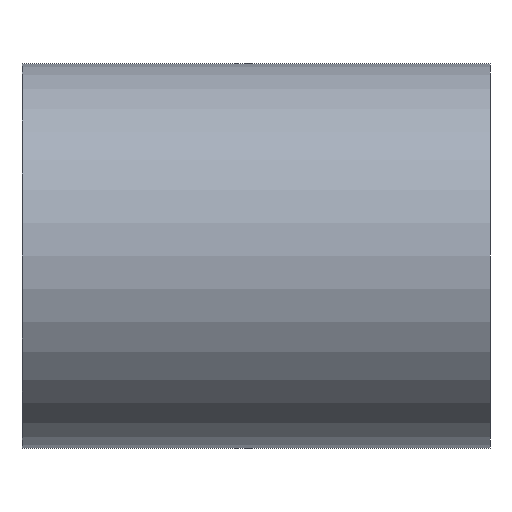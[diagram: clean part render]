
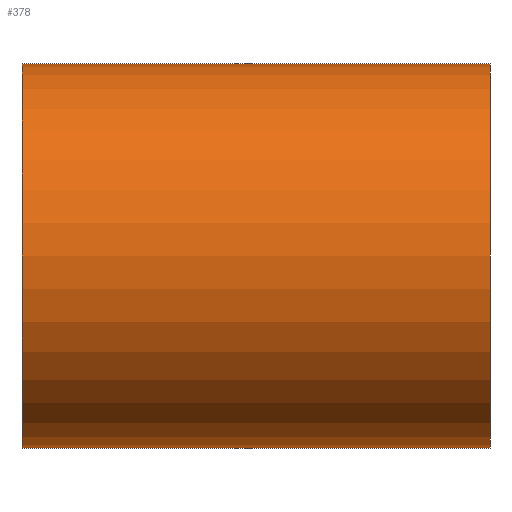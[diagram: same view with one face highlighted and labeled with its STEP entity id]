
A CAD part, left-side view. The second image highlights one B-rep face of the part: STEP entity #378.
In plain terms, the highlighted cylindrical face has radius 12.7 mm (diameter 25.4 mm), a partial arc.
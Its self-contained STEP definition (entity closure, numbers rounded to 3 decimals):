
#28 = DIRECTION ( 'NONE',  ( 0., 1., 0. ) ) ;
#30 = CARTESIAN_POINT ( 'NONE',  ( 0., 161.376, 12.7 ) ) ;
#74 = CARTESIAN_POINT ( 'NONE',  ( 0., 30.9, -12.7 ) ) ;
#96 = DIRECTION ( 'NONE',  ( 0., 1., 0. ) ) ;
#103 = DIRECTION ( 'NONE',  ( 0., 0., 1. ) ) ;
#130 = LINE ( 'NONE', #366, #582 ) ;
#139 = CYLINDRICAL_SURFACE ( 'NONE', #513, 12.7 ) ;
#141 = CIRCLE ( 'NONE', #335, 12.7 ) ;
#156 = VECTOR ( 'NONE', #28, 1000. ) ;
#161 = VERTEX_POINT ( 'NONE', #347 ) ;
#167 = ORIENTED_EDGE ( 'NONE', *, *, #467, .T. ) ;
#173 = DIRECTION ( 'NONE',  ( 0., 1., 0. ) ) ;
#191 = CARTESIAN_POINT ( 'NONE',  ( 0., 0., -12.7 ) ) ;
#223 = ORIENTED_EDGE ( 'NONE', *, *, #598, .T. ) ;
#233 = EDGE_LOOP ( 'NONE', ( #318, #223, #167, #284 ) ) ;
#234 = DIRECTION ( 'NONE',  ( 0., 0., 1. ) ) ;
#235 = DIRECTION ( 'NONE',  ( 0., 1., 0. ) ) ;
#249 = FACE_OUTER_BOUND ( 'NONE', #233, .T. ) ;
#272 = CARTESIAN_POINT ( 'NONE',  ( 0., 30.9, 0. ) ) ;
#284 = ORIENTED_EDGE ( 'NONE', *, *, #579, .F. ) ;
#286 = CARTESIAN_POINT ( 'NONE',  ( 0., 0., 0. ) ) ;
#316 = CARTESIAN_POINT ( 'NONE',  ( 0., 0., 12.7 ) ) ;
#318 = ORIENTED_EDGE ( 'NONE', *, *, #326, .F. ) ;
#324 = AXIS2_PLACEMENT_3D ( 'NONE', #272, #235, #234 ) ;
#326 = EDGE_CURVE ( 'NONE', #602, #452, #130, .T. ) ;
#335 = AXIS2_PLACEMENT_3D ( 'NONE', #286, #96, #103 ) ;
#347 = CARTESIAN_POINT ( 'NONE',  ( 0., 30.9, 12.7 ) ) ;
#366 = CARTESIAN_POINT ( 'NONE',  ( 0., 161.376, -12.7 ) ) ;
#368 = DIRECTION ( 'NONE',  ( 0., 1., 0. ) ) ;
#376 = VERTEX_POINT ( 'NONE', #316 ) ;
#378 = ADVANCED_FACE ( 'NONE', ( #249 ), #139, .T. ) ;
#452 = VERTEX_POINT ( 'NONE', #74 ) ;
#467 = EDGE_CURVE ( 'NONE', #376, #161, #476, .T. ) ;
#476 = LINE ( 'NONE', #30, #156 ) ;
#512 = CARTESIAN_POINT ( 'NONE',  ( 0., 161.376, 0. ) ) ;
#513 = AXIS2_PLACEMENT_3D ( 'NONE', #512, #368, #604 ) ;
#564 = CIRCLE ( 'NONE', #324, 12.7 ) ;
#579 = EDGE_CURVE ( 'NONE', #452, #161, #564, .T. ) ;
#582 = VECTOR ( 'NONE', #173, 1000. ) ;
#598 = EDGE_CURVE ( 'NONE', #602, #376, #141, .T. ) ;
#602 = VERTEX_POINT ( 'NONE', #191 ) ;
#604 = DIRECTION ( 'NONE',  ( 0., 0., 1. ) ) ;
